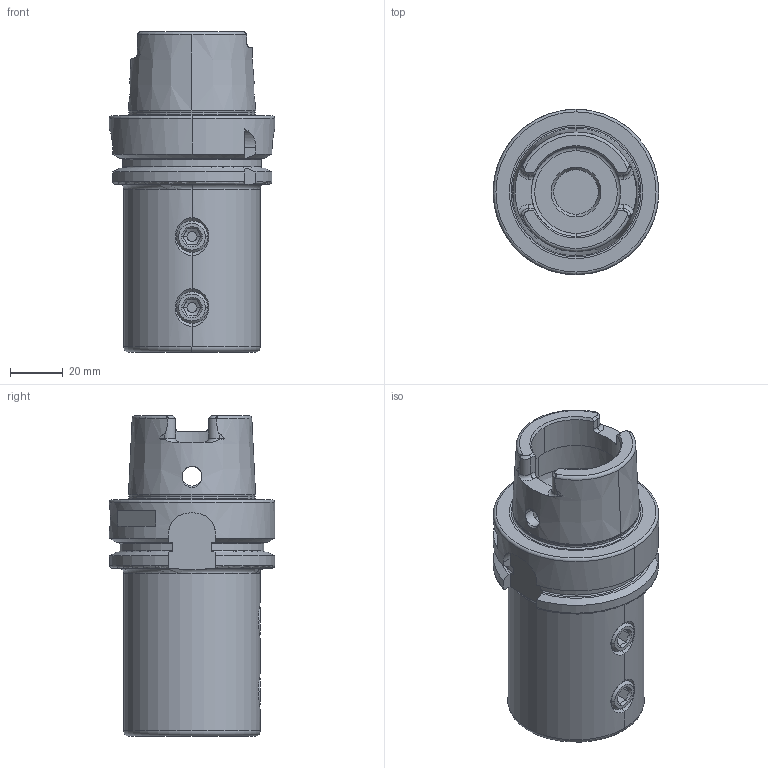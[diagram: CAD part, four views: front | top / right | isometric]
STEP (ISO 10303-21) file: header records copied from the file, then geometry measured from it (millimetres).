
FILE_DESCRIPTION((''),'2;1');
FILE_NAME('A63_51_32','2020-07-30T',('103090'),(''),'CREO PARAMETRIC BY PTC INC, 2016260','CREO PARAMETRIC BY PTC INC, 2016260','');
FILE_SCHEMA(('CONFIG_CONTROL_DESIGN'));
Length unit declared in the file: millimetre
Products named in the file (1): A63_51_32
Bounding box: 63 x 63 x 122 mm (x, y, z)
Volume: 164951.7 mm3; surface area: 39272.3 mm2
Topology: 1 solids, 1 shells, 206 faces, 520 edges, 321 vertices
Faces by surface type: plane 68, cylinder 53, cone 50, torus 35
Entity records: 7110 total; most frequent: CARTESIAN_POINT 2211, ORIENTED_EDGE 1036, DIRECTION 1017, EDGE_CURVE 518, AXIS2_PLACEMENT_3D 420, VERTEX_POINT 321, EDGE_LOOP 217, CIRCLE 211
